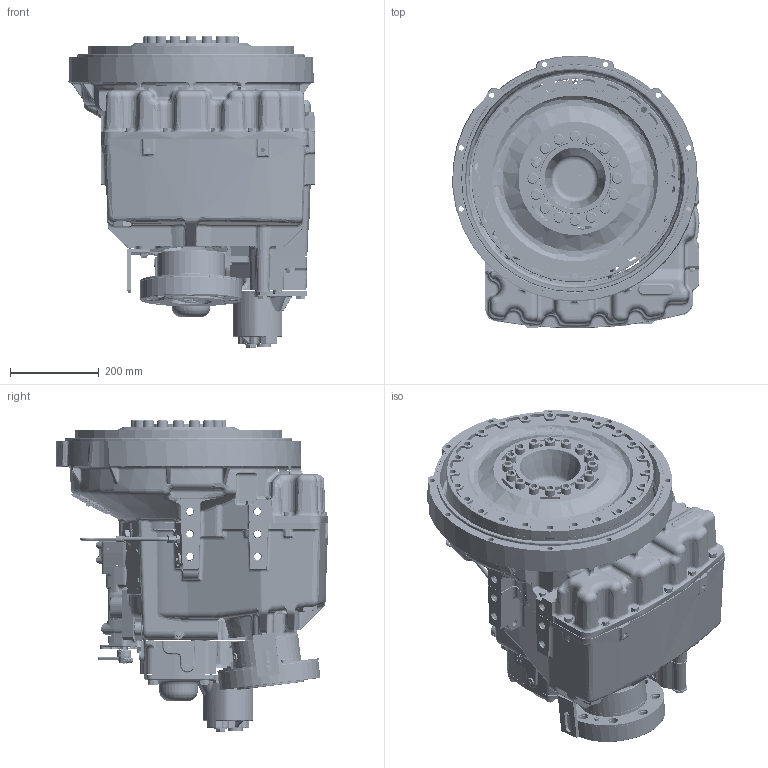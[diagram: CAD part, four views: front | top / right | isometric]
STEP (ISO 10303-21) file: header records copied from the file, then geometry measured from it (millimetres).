
FILE_DESCRIPTION (( 'STEP AP214' ), '1' );
FILE_NAME ('PX13236A.STEP', '2017-07-28T13:08:33', ( '' ), ( '' ), 'SwSTEP 2.0', 'SolidWorks 2015', '' );
FILE_SCHEMA (( 'AUTOMOTIVE_DESIGN' ));
Length unit declared in the file: millimetre
Products named in the file (1): PX13236A
Bounding box: 556.2 x 613.97 x 700.73 mm (x, y, z)
Surface area: 3213372.6 mm2 (no closed solid volume)
Topology: 0 solids, 254 shells, 3959 faces, 13968 edges, 9804 vertices
Faces by surface type: plane 1190, cylinder 986, bspline 945, cone 451, torus 280, sphere 107
Full cylindrical faces by diameter (mm): 4.013 x1, 5 x1, 6 x2, 6.35 x2, 6.4 x1, 6.8 x2, 7 x97, 8 x4, 8.5 x1, 9.335 x2, 9.4 x1, 9.538 x2, 9.6 x2, 10 x5, 11.7 x1, 12 x14, 12.009 x1, 12.028 x1, 12.7 x1, 12.954 x1, 13 x2, 14 x26, 14.288 x1, 14.732 x1, 15.837 x1, 16 x4, 16.256 x1, 16.5 x4, 16.8 x3, 17 x2
Entity records: 272538 total; most frequent: CARTESIAN_POINT 120444, ORIENTED_EDGE 21046, DIRECTION 20837, EDGE_CURVE 13370, VERTEX_POINT 9706, AXIS2_PLACEMENT_3D 8062, EDGE_LOOP 5328, CIRCLE 5049
